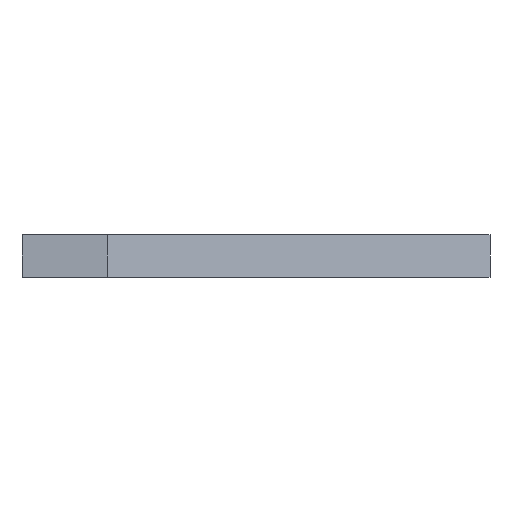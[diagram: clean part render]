
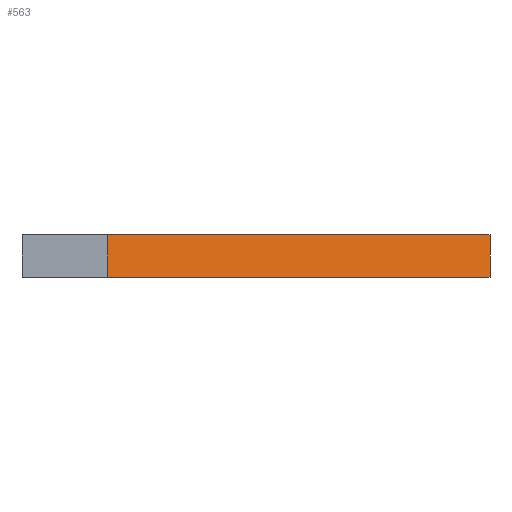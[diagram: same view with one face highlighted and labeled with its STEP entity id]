
A CAD part, left-side view. The second image highlights one B-rep face of the part: STEP entity #563.
In plain terms, the highlighted planar face has unit normal (-0.895, -0.445, 0).
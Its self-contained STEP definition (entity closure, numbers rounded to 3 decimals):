
#6 = FACE_OUTER_BOUND ( 'NONE', #572, .T. ) ;
#36 = ORIENTED_EDGE ( 'NONE', *, *, #666, .T. ) ;
#37 = CARTESIAN_POINT ( 'NONE',  ( 0., 0., 10. ) ) ;
#38 = EDGE_CURVE ( 'NONE', #169, #294, #500, .T. ) ;
#82 = CARTESIAN_POINT ( 'NONE',  ( -44.5, 89.5, 10. ) ) ;
#112 = VERTEX_POINT ( 'NONE', #612 ) ;
#148 = DIRECTION ( 'NONE',  ( 0.895, 0.445, 0. ) ) ;
#169 = VERTEX_POINT ( 'NONE', #348 ) ;
#181 = VERTEX_POINT ( 'NONE', #456 ) ;
#206 = VECTOR ( 'NONE', #462, 1000. ) ;
#210 = AXIS2_PLACEMENT_3D ( 'NONE', #364, #148, #533 ) ;
#249 = DIRECTION ( 'NONE',  ( 0.445, -0.895, 0. ) ) ;
#260 = ORIENTED_EDGE ( 'NONE', *, *, #468, .F. ) ;
#277 = VECTOR ( 'NONE', #423, 1000. ) ;
#294 = VERTEX_POINT ( 'NONE', #698 ) ;
#323 = CARTESIAN_POINT ( 'NONE',  ( -44.5, 89.5, 10. ) ) ;
#347 = LINE ( 'NONE', #680, #206 ) ;
#348 = CARTESIAN_POINT ( 'NONE',  ( -44.5, 89.5, 10. ) ) ;
#359 = VECTOR ( 'NONE', #651, 1000. ) ;
#364 = CARTESIAN_POINT ( 'NONE',  ( -44.5, 89.5, 10. ) ) ;
#423 = DIRECTION ( 'NONE',  ( 0., 0., -1. ) ) ;
#446 = VECTOR ( 'NONE', #249, 1000. ) ;
#456 = CARTESIAN_POINT ( 'NONE',  ( 0., 0., 10. ) ) ;
#462 = DIRECTION ( 'NONE',  ( 0.445, -0.895, 0. ) ) ;
#468 = EDGE_CURVE ( 'NONE', #169, #181, #601, .T. ) ;
#500 = LINE ( 'NONE', #323, #359 ) ;
#533 = DIRECTION ( 'NONE',  ( -0.445, 0.895, 0. ) ) ;
#552 = LINE ( 'NONE', #37, #277 ) ;
#561 = ORIENTED_EDGE ( 'NONE', *, *, #567, .F. ) ;
#563 = ADVANCED_FACE ( 'NONE', ( #6 ), #695, .F. ) ;
#567 = EDGE_CURVE ( 'NONE', #181, #112, #552, .T. ) ;
#572 = EDGE_LOOP ( 'NONE', ( #36, #561, #260, #643 ) ) ;
#601 = LINE ( 'NONE', #82, #446 ) ;
#612 = CARTESIAN_POINT ( 'NONE',  ( 0., 0., 0. ) ) ;
#643 = ORIENTED_EDGE ( 'NONE', *, *, #38, .T. ) ;
#651 = DIRECTION ( 'NONE',  ( 0., 0., -1. ) ) ;
#666 = EDGE_CURVE ( 'NONE', #294, #112, #347, .T. ) ;
#680 = CARTESIAN_POINT ( 'NONE',  ( -44.5, 89.5, 0. ) ) ;
#695 = PLANE ( 'NONE',  #210 ) ;
#698 = CARTESIAN_POINT ( 'NONE',  ( -44.5, 89.5, 0. ) ) ;
